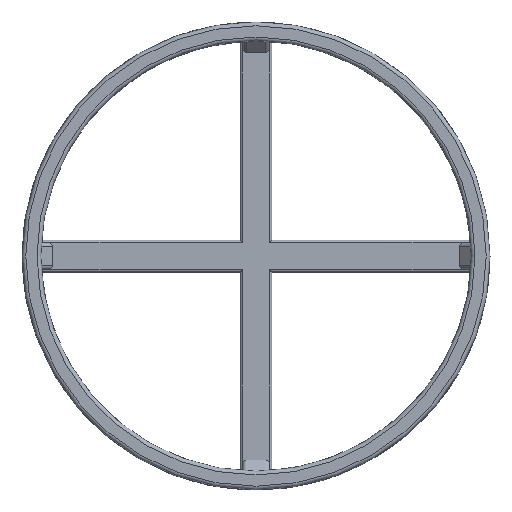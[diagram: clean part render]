
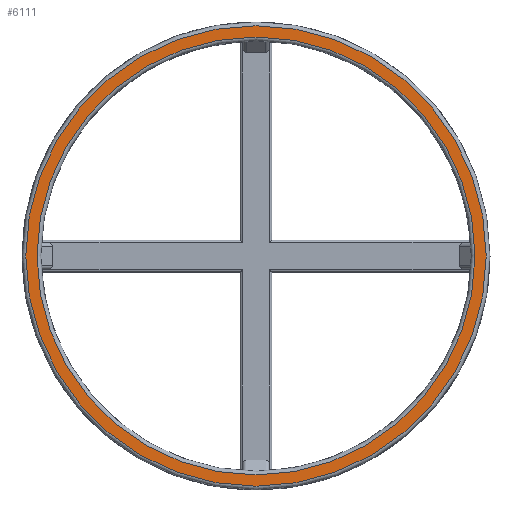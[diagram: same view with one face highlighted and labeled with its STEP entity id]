
A CAD part, top view. The second image highlights one B-rep face of the part: STEP entity #6111.
In plain terms, the highlighted planar face has unit normal (0, 0, 1).
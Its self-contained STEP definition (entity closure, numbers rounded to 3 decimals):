
#441 = TOROIDAL_SURFACE('',#442,58.25,1.);
#442 = AXIS2_PLACEMENT_3D('',#443,#444,#445);
#443 = CARTESIAN_POINT('',(0.,0.,21.));
#444 = DIRECTION('',(0.,0.,1.));
#445 = DIRECTION('',(1.,0.,-0.));
#4726 = VERTEX_POINT('',#4727);
#4727 = CARTESIAN_POINT('',(58.25,0.,22.));
#4747 = EDGE_CURVE('',#4726,#4726,#4748,.T.);
#4748 = SURFACE_CURVE('',#4749,(#4754,#4761),.PCURVE_S1.);
#4749 = CIRCLE('',#4750,58.25);
#4750 = AXIS2_PLACEMENT_3D('',#4751,#4752,#4753);
#4751 = CARTESIAN_POINT('',(0.,0.,22.));
#4752 = DIRECTION('',(0.,0.,1.));
#4753 = DIRECTION('',(1.,0.,-0.));
#4754 = PCURVE('',#441,#4755);
#4755 = DEFINITIONAL_REPRESENTATION('',(#4756),#4760);
#4756 = LINE('',#4757,#4758);
#4757 = CARTESIAN_POINT('',(0.,1.571));
#4758 = VECTOR('',#4759,1.);
#4759 = DIRECTION('',(1.,0.));
#4760 = ( GEOMETRIC_REPRESENTATION_CONTEXT(2) 
PARAMETRIC_REPRESENTATION_CONTEXT() REPRESENTATION_CONTEXT('2D SPACE',''
  ) );
#4761 = PCURVE('',#4762,#4767);
#4762 = PLANE('',#4763);
#4763 = AXIS2_PLACEMENT_3D('',#4764,#4765,#4766);
#4764 = CARTESIAN_POINT('',(0.,0.,22.)
  );
#4765 = DIRECTION('',(0.,0.,1.));
#4766 = DIRECTION('',(1.,0.,-0.));
#4767 = DEFINITIONAL_REPRESENTATION('',(#4768),#4772);
#4768 = CIRCLE('',#4769,58.25);
#4769 = AXIS2_PLACEMENT_2D('',#4770,#4771);
#4770 = CARTESIAN_POINT('',(0.,0.));
#4771 = DIRECTION('',(1.,0.));
#4772 = ( GEOMETRIC_REPRESENTATION_CONTEXT(2) 
PARAMETRIC_REPRESENTATION_CONTEXT() REPRESENTATION_CONTEXT('2D SPACE',''
  ) );
#6111 = ADVANCED_FACE('',(#6112,#6143),#4762,.T.);
#6112 = FACE_BOUND('',#6113,.T.);
#6113 = EDGE_LOOP('',(#6114));
#6114 = ORIENTED_EDGE('',*,*,#6115,.T.);
#6115 = EDGE_CURVE('',#6116,#6116,#6118,.T.);
#6116 = VERTEX_POINT('',#6117);
#6117 = CARTESIAN_POINT('',(61.25,0.,22.));
#6118 = SURFACE_CURVE('',#6119,(#6124,#6131),.PCURVE_S1.);
#6119 = CIRCLE('',#6120,61.25);
#6120 = AXIS2_PLACEMENT_3D('',#6121,#6122,#6123);
#6121 = CARTESIAN_POINT('',(0.,0.,22.));
#6122 = DIRECTION('',(0.,0.,1.));
#6123 = DIRECTION('',(1.,0.,-0.));
#6124 = PCURVE('',#4762,#6125);
#6125 = DEFINITIONAL_REPRESENTATION('',(#6126),#6130);
#6126 = CIRCLE('',#6127,61.25);
#6127 = AXIS2_PLACEMENT_2D('',#6128,#6129);
#6128 = CARTESIAN_POINT('',(0.,0.));
#6129 = DIRECTION('',(1.,0.));
#6130 = ( GEOMETRIC_REPRESENTATION_CONTEXT(2) 
PARAMETRIC_REPRESENTATION_CONTEXT() REPRESENTATION_CONTEXT('2D SPACE',''
  ) );
#6131 = PCURVE('',#6132,#6137);
#6132 = TOROIDAL_SURFACE('',#6133,61.25,1.);
#6133 = AXIS2_PLACEMENT_3D('',#6134,#6135,#6136);
#6134 = CARTESIAN_POINT('',(0.,0.,21.));
#6135 = DIRECTION('',(0.,0.,1.));
#6136 = DIRECTION('',(1.,0.,-0.));
#6137 = DEFINITIONAL_REPRESENTATION('',(#6138),#6142);
#6138 = LINE('',#6139,#6140);
#6139 = CARTESIAN_POINT('',(0.,1.571));
#6140 = VECTOR('',#6141,1.);
#6141 = DIRECTION('',(1.,0.));
#6142 = ( GEOMETRIC_REPRESENTATION_CONTEXT(2) 
PARAMETRIC_REPRESENTATION_CONTEXT() REPRESENTATION_CONTEXT('2D SPACE',''
  ) );
#6143 = FACE_BOUND('',#6144,.T.);
#6144 = EDGE_LOOP('',(#6145));
#6145 = ORIENTED_EDGE('',*,*,#4747,.F.);
